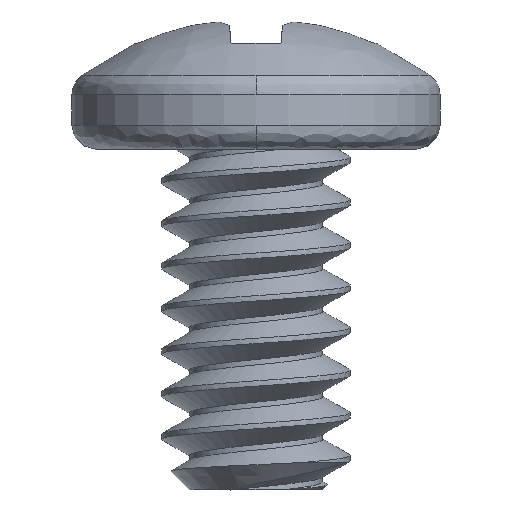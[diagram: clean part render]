
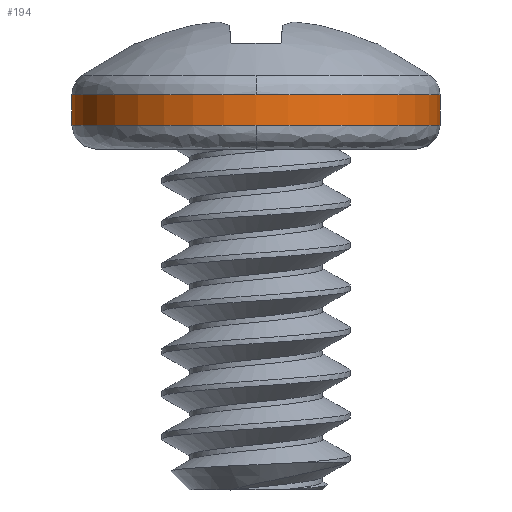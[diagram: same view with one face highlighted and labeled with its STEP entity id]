
A CAD part, front view. The second image highlights one B-rep face of the part: STEP entity #194.
In plain terms, the highlighted cylindrical face has radius 3.429 mm (diameter 6.858 mm), a partial arc.
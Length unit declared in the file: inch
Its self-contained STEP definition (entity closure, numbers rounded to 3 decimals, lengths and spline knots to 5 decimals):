
#118 = CIRCLE ( 'NONE', #3227, 0.135 ) ;
#163 = VERTEX_POINT ( 'NONE', #576 ) ;
#189 = DIRECTION ( 'NONE',  ( 0., -1., 0. ) ) ;
#194 = ADVANCED_FACE ( 'NONE', ( #775 ), #3855, .T. ) ;
#230 = AXIS2_PLACEMENT_3D ( 'NONE', #2925, #3223, #551 ) ;
#234 = CARTESIAN_POINT ( 'NONE',  ( 0., 0., 0.26746 ) ) ;
#288 = DIRECTION ( 'NONE',  ( 0., 0., -1. ) ) ;
#316 = DIRECTION ( 'NONE',  ( -1., 0., 0. ) ) ;
#393 = EDGE_CURVE ( 'NONE', #163, #3384, #1535, .T. ) ;
#497 = EDGE_CURVE ( 'NONE', #1278, #1934, #3303, .T. ) ;
#551 = DIRECTION ( 'NONE',  ( -1., 0., 0. ) ) ;
#576 = CARTESIAN_POINT ( 'NONE',  ( 0.135, 0., 0.29005 ) ) ;
#636 = DIRECTION ( 'NONE',  ( 0., -1., 0. ) ) ;
#676 = CIRCLE ( 'NONE', #2427, 0.135 ) ;
#686 = DIRECTION ( 'NONE',  ( 0., 0., -1. ) ) ;
#775 = FACE_OUTER_BOUND ( 'NONE', #1379, .T. ) ;
#999 = ORIENTED_EDGE ( 'NONE', *, *, #3488, .F. ) ;
#1074 = CARTESIAN_POINT ( 'NONE',  ( 0.135, 0., 0. ) ) ;
#1232 = CARTESIAN_POINT ( 'NONE',  ( 0., -0.135, 0.26746 ) ) ;
#1278 = VERTEX_POINT ( 'NONE', #1661 ) ;
#1287 = ORIENTED_EDGE ( 'NONE', *, *, #2794, .F. ) ;
#1379 = EDGE_LOOP ( 'NONE', ( #1971, #3512, #1572, #2437, #1287, #999 ) ) ;
#1511 = DIRECTION ( 'NONE',  ( 0., 0., -1. ) ) ;
#1532 = DIRECTION ( 'NONE',  ( 0., 0., -1. ) ) ;
#1535 = CIRCLE ( 'NONE', #2540, 0.135 ) ;
#1561 = CARTESIAN_POINT ( 'NONE',  ( -0.135, 0., 0. ) ) ;
#1572 = ORIENTED_EDGE ( 'NONE', *, *, #2817, .T. ) ;
#1661 = CARTESIAN_POINT ( 'NONE',  ( -0.135, 0., 0.29005 ) ) ;
#1682 = CARTESIAN_POINT ( 'NONE',  ( 0., -0.135, 0.29005 ) ) ;
#1689 = EDGE_CURVE ( 'NONE', #163, #2039, #2636, .T. ) ;
#1934 = VERTEX_POINT ( 'NONE', #2707 ) ;
#1968 = DIRECTION ( 'NONE',  ( 0., 0., -1. ) ) ;
#1971 = ORIENTED_EDGE ( 'NONE', *, *, #1689, .F. ) ;
#2039 = VERTEX_POINT ( 'NONE', #2735 ) ;
#2094 = CARTESIAN_POINT ( 'NONE',  ( 0., 0., 0.29005 ) ) ;
#2100 = CARTESIAN_POINT ( 'NONE',  ( 0., 0., 0.26746 ) ) ;
#2125 = VECTOR ( 'NONE', #2516, 39.37008 ) ;
#2192 = DIRECTION ( 'NONE',  ( -1., 0., 0. ) ) ;
#2427 = AXIS2_PLACEMENT_3D ( 'NONE', #2991, #686, #2192 ) ;
#2437 = ORIENTED_EDGE ( 'NONE', *, *, #497, .T. ) ;
#2498 = VECTOR ( 'NONE', #1532, 39.37008 ) ;
#2516 = DIRECTION ( 'NONE',  ( 0., 0., -1. ) ) ;
#2540 = AXIS2_PLACEMENT_3D ( 'NONE', #2094, #288, #316 ) ;
#2636 = LINE ( 'NONE', #1074, #2125 ) ;
#2707 = CARTESIAN_POINT ( 'NONE',  ( -0.135, 0., 0.26746 ) ) ;
#2735 = CARTESIAN_POINT ( 'NONE',  ( 0.135, 0., 0.26746 ) ) ;
#2794 = EDGE_CURVE ( 'NONE', #2810, #1934, #118, .T. ) ;
#2810 = VERTEX_POINT ( 'NONE', #1232 ) ;
#2817 = EDGE_CURVE ( 'NONE', #3384, #1278, #676, .T. ) ;
#2870 = CIRCLE ( 'NONE', #3262, 0.135 ) ;
#2925 = CARTESIAN_POINT ( 'NONE',  ( 0., 0., 0. ) ) ;
#2991 = CARTESIAN_POINT ( 'NONE',  ( 0., 0., 0.29005 ) ) ;
#3223 = DIRECTION ( 'NONE',  ( 0., 0., -1. ) ) ;
#3227 = AXIS2_PLACEMENT_3D ( 'NONE', #2100, #1511, #636 ) ;
#3262 = AXIS2_PLACEMENT_3D ( 'NONE', #234, #1968, #189 ) ;
#3303 = LINE ( 'NONE', #1561, #2498 ) ;
#3384 = VERTEX_POINT ( 'NONE', #1682 ) ;
#3488 = EDGE_CURVE ( 'NONE', #2039, #2810, #2870, .T. ) ;
#3512 = ORIENTED_EDGE ( 'NONE', *, *, #393, .T. ) ;
#3855 = CYLINDRICAL_SURFACE ( 'NONE', #230, 0.135 ) ;
